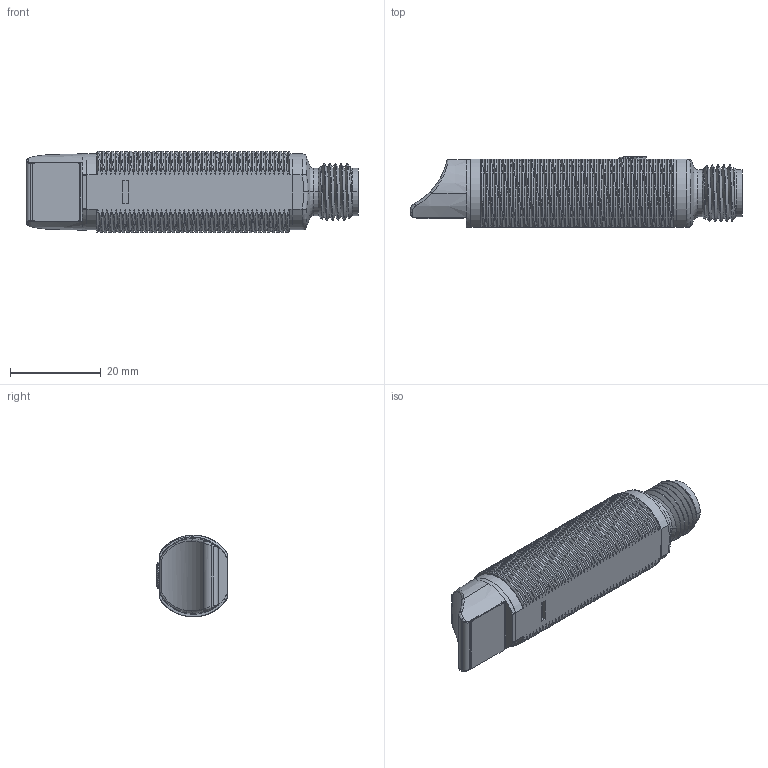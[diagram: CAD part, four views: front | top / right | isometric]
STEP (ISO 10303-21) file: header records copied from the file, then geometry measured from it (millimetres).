
FILE_DESCRIPTION((''),'2;1');
FILE_NAME('GLK18_S_PLUG_POTI','2011-08-05T',('XHMao'),(''),'PRO/ENGINEER BY PARAMETRIC TECHNOLOGY CORPORATION, 2006140','PRO/ENGINEER BY PARAMETRIC TECHNOLOGY CORPORATION, 2006140','');
FILE_SCHEMA(('CONFIG_CONTROL_DESIGN'));
Length unit declared in the file: millimetre
Products named in the file (1): GLK18_S_PLUG_POTI
Bounding box: 73.12 x 15.6 x 18 mm (x, y, z)
Volume: 13486.9 mm3; surface area: 5774.7 mm2
Topology: 1 solids, 1 shells, 516 faces, 1429 edges, 940 vertices
Faces by surface type: bspline 227, cylinder 159, plane 98, cone 23, torus 6, sphere 3
Entity records: 34781 total; most frequent: CARTESIAN_POINT 23634, ORIENTED_EDGE 2838, DIRECTION 1450, EDGE_CURVE 1419, VERTEX_POINT 920, B_SPLINE_CURVE_WITH_KNOTS 753, EDGE_LOOP 531, FACE_OUTER_BOUND 516
